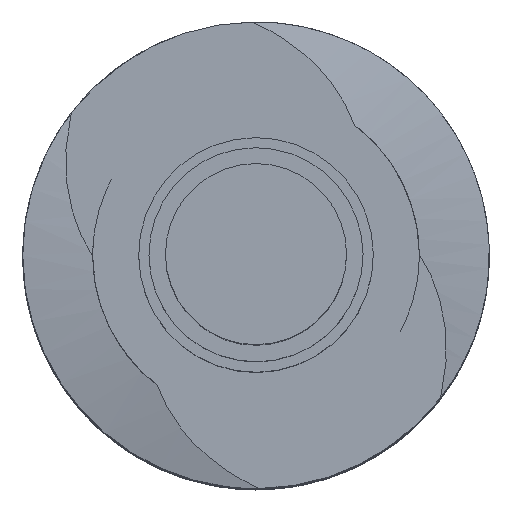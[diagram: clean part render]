
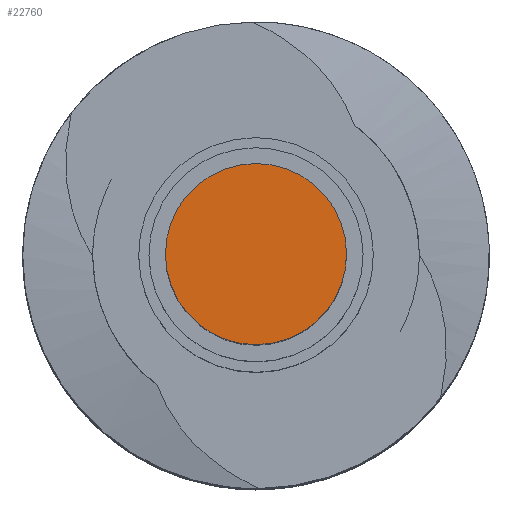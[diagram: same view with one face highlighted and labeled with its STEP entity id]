
A CAD part, top view. The second image highlights one B-rep face of the part: STEP entity #22760.
In plain terms, the highlighted planar face has unit normal (0, 0, 1).
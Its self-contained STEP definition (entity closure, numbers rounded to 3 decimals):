
#22694 = CYLINDRICAL_SURFACE('',#22695,110.);
#22695 = AXIS2_PLACEMENT_3D('',#22696,#22697,#22698);
#22696 = CARTESIAN_POINT('',(0.,0.,2342.2));
#22697 = DIRECTION('',(0.,0.,-1.));
#22698 = DIRECTION('',(-0.007,1.,0.));
#22710 = VERTEX_POINT('',#22711);
#22711 = CARTESIAN_POINT('',(-0.803,109.997,2789.2)
  );
#22732 = EDGE_CURVE('',#22710,#22710,#22733,.T.);
#22733 = SURFACE_CURVE('',#22734,(#22739,#22746),.PCURVE_S1.);
#22734 = CIRCLE('',#22735,110.);
#22735 = AXIS2_PLACEMENT_3D('',#22736,#22737,#22738);
#22736 = CARTESIAN_POINT('',(0.,0.,2789.2));
#22737 = DIRECTION('',(0.,0.,1.));
#22738 = DIRECTION('',(-0.007,1.,0.));
#22739 = PCURVE('',#22694,#22740);
#22740 = DEFINITIONAL_REPRESENTATION('',(#22741),#22745);
#22741 = LINE('',#22742,#22743);
#22742 = CARTESIAN_POINT('',(-0.,-447.));
#22743 = VECTOR('',#22744,1.);
#22744 = DIRECTION('',(-1.,0.));
#22745 = ( GEOMETRIC_REPRESENTATION_CONTEXT(2) 
PARAMETRIC_REPRESENTATION_CONTEXT() REPRESENTATION_CONTEXT('2D SPACE',''
  ) );
#22746 = PCURVE('',#22747,#22752);
#22747 = PLANE('',#22748);
#22748 = AXIS2_PLACEMENT_3D('',#22749,#22750,#22751);
#22749 = CARTESIAN_POINT('',(0.,0.,
    2789.2));
#22750 = DIRECTION('',(0.,0.,1.));
#22751 = DIRECTION('',(-0.007,1.,0.));
#22752 = DEFINITIONAL_REPRESENTATION('',(#22753),#22757);
#22753 = CIRCLE('',#22754,110.);
#22754 = AXIS2_PLACEMENT_2D('',#22755,#22756);
#22755 = CARTESIAN_POINT('',(0.,0.));
#22756 = DIRECTION('',(1.,0.));
#22757 = ( GEOMETRIC_REPRESENTATION_CONTEXT(2) 
PARAMETRIC_REPRESENTATION_CONTEXT() REPRESENTATION_CONTEXT('2D SPACE',''
  ) );
#22760 = ADVANCED_FACE('',(#22761),#22747,.T.);
#22761 = FACE_BOUND('',#22762,.T.);
#22762 = EDGE_LOOP('',(#22763));
#22763 = ORIENTED_EDGE('',*,*,#22732,.T.);
